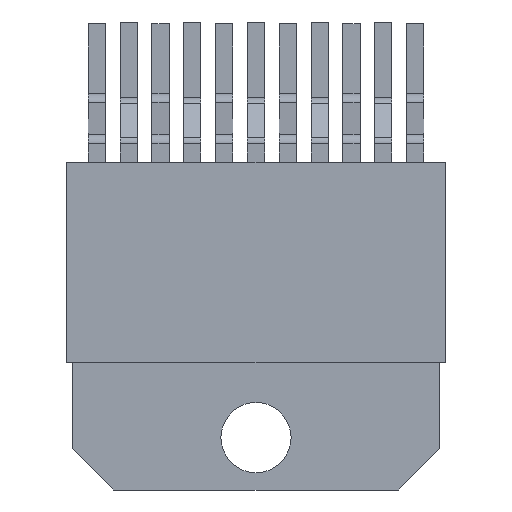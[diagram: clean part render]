
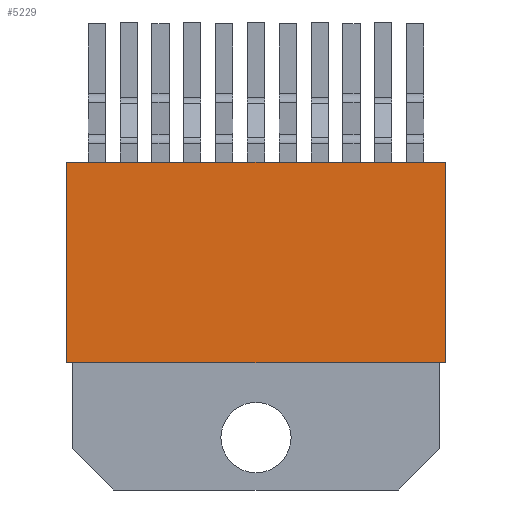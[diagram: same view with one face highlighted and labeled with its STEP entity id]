
A CAD part, front view. The second image highlights one B-rep face of the part: STEP entity #5229.
In plain terms, the highlighted planar face has unit normal (0, -1, 0).
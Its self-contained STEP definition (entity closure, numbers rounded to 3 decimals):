
#136 = LINE ( 'NONE', #2145, #1555 ) ;
#170 = VECTOR ( 'NONE', #1824, 1000. ) ;
#546 = EDGE_CURVE ( 'NONE', #4310, #3950, #136, .T. ) ;
#803 = VERTEX_POINT ( 'NONE', #6917 ) ;
#806 = CARTESIAN_POINT ( 'NONE',  ( -10.1, -4.55, -4.3 ) ) ;
#1076 = CARTESIAN_POINT ( 'NONE',  ( -10.1, -4.55, -4.3 ) ) ;
#1200 = FACE_OUTER_BOUND ( 'NONE', #3916, .T. ) ;
#1412 = DIRECTION ( 'NONE',  ( 1., 0., 0. ) ) ;
#1555 = VECTOR ( 'NONE', #6388, 1000. ) ;
#1556 = LINE ( 'NONE', #806, #7814 ) ;
#1824 = DIRECTION ( 'NONE',  ( 0., 0., -1. ) ) ;
#2145 = CARTESIAN_POINT ( 'NONE',  ( -10.1, -4.55, -15. ) ) ;
#2410 = VERTEX_POINT ( 'NONE', #6807 ) ;
#2535 = CARTESIAN_POINT ( 'NONE',  ( -10.1, -4.55, -15. ) ) ;
#2542 = VECTOR ( 'NONE', #5948, 1000. ) ;
#3142 = DIRECTION ( 'NONE',  ( 0., 0., -1. ) ) ;
#3425 = LINE ( 'NONE', #4849, #170 ) ;
#3475 = EDGE_CURVE ( 'NONE', #803, #4310, #3425, .T. ) ;
#3750 = PLANE ( 'NONE',  #5866 ) ;
#3796 = ORIENTED_EDGE ( 'NONE', *, *, #546, .F. ) ;
#3916 = EDGE_LOOP ( 'NONE', ( #4041, #3796, #7817, #5426 ) ) ;
#3950 = VERTEX_POINT ( 'NONE', #4479 ) ;
#4041 = ORIENTED_EDGE ( 'NONE', *, *, #7813, .F. ) ;
#4310 = VERTEX_POINT ( 'NONE', #5380 ) ;
#4479 = CARTESIAN_POINT ( 'NONE',  ( -10.1, -4.55, -15. ) ) ;
#4849 = CARTESIAN_POINT ( 'NONE',  ( 10.1, -4.55, -4.3 ) ) ;
#5229 = ADVANCED_FACE ( 'NONE', ( #1200 ), #3750, .T. ) ;
#5380 = CARTESIAN_POINT ( 'NONE',  ( 10.1, -4.55, -15. ) ) ;
#5426 = ORIENTED_EDGE ( 'NONE', *, *, #7428, .F. ) ;
#5585 = LINE ( 'NONE', #1076, #2542 ) ;
#5866 = AXIS2_PLACEMENT_3D ( 'NONE', #2535, #6786, #3142 ) ;
#5948 = DIRECTION ( 'NONE',  ( 0., 0., 1. ) ) ;
#6388 = DIRECTION ( 'NONE',  ( -1., 0., 0. ) ) ;
#6786 = DIRECTION ( 'NONE',  ( 0., -1., 0. ) ) ;
#6807 = CARTESIAN_POINT ( 'NONE',  ( -10.1, -4.55, -4.3 ) ) ;
#6917 = CARTESIAN_POINT ( 'NONE',  ( 10.1, -4.55, -4.3 ) ) ;
#7428 = EDGE_CURVE ( 'NONE', #2410, #803, #1556, .T. ) ;
#7813 = EDGE_CURVE ( 'NONE', #3950, #2410, #5585, .T. ) ;
#7814 = VECTOR ( 'NONE', #1412, 1000. ) ;
#7817 = ORIENTED_EDGE ( 'NONE', *, *, #3475, .F. ) ;
